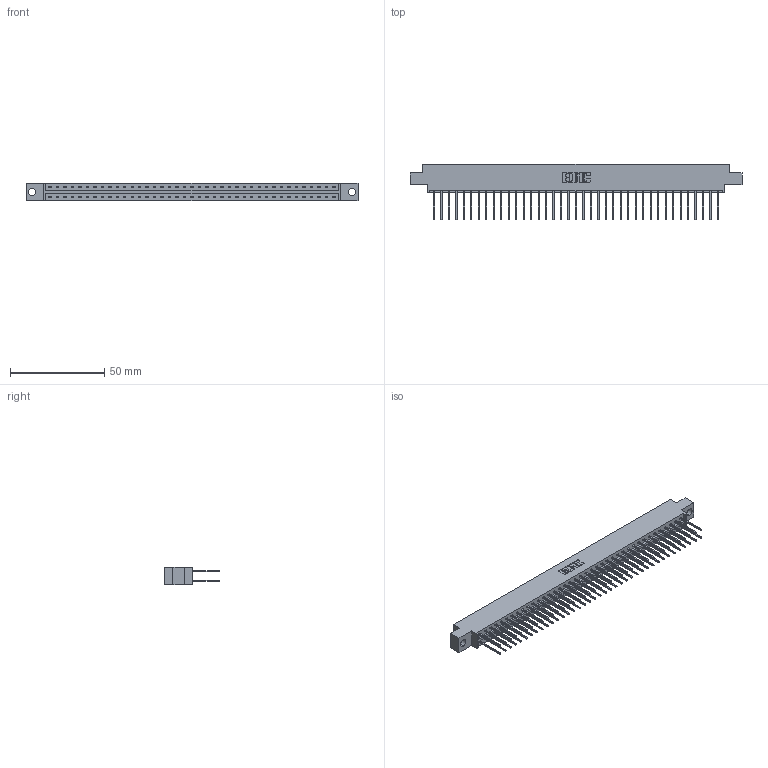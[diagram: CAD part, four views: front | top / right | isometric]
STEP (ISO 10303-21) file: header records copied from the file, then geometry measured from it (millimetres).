
FILE_DESCRIPTION (( 'STEP AP203' ), '1' );
FILE_NAME ('833-078-540-804.STEP', '2020-06-05T20:02:51', ( '' ), ( '' ), 'SwSTEP 2.0', 'SolidWorks 2020', '' );
FILE_SCHEMA (( 'CONFIG_CONTROL_DESIGN' ));
Length unit declared in the file: inch
Products named in the file (3): 833-078-540-804; 345-292-001_345-293-140; 833 Part_Offset - .156 Dia - TH
Assembly tree (79 placements, depth 2):
  833-078-540-804
    833 Part_Offset - .156 Dia - TH
    345-292-001_345-293-140  x78
Bounding box: 176.07 x 29.47 x 9.4 mm (x, y, z)
Volume: 17928 mm3; surface area: 22635 mm2
Topology: 79 solids, 79 shells, 4174 faces, 12413 edges, 8170 vertices
Faces by surface type: plane 2882, cylinder 1292
Entity records: 25631 total; most frequent: CARTESIAN_POINT 4254, ORIENTED_EDGE 4190, DIRECTION 3639, EDGE_CURVE 2095, VECTOR 1967, LINE 1967, VERTEX_POINT 1394, AXIS2_PLACEMENT_3D 836
